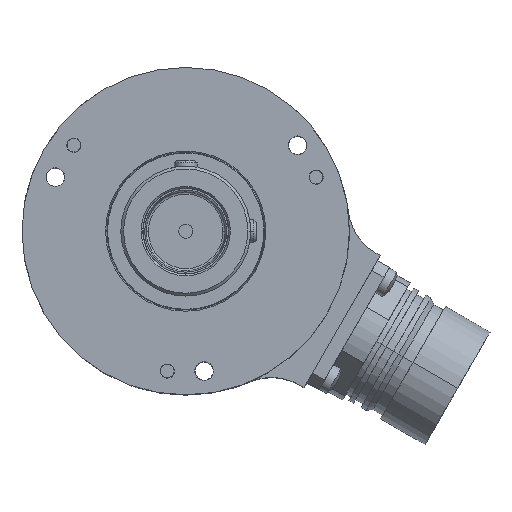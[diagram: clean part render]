
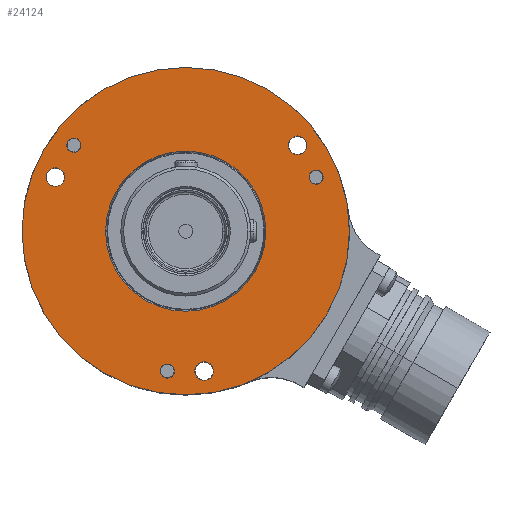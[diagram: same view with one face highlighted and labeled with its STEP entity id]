
A CAD part, top view. The second image highlights one B-rep face of the part: STEP entity #24124.
In plain terms, the highlighted planar face has unit normal (0, 0, 1).
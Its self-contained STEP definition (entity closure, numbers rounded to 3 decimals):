
#1795=CARTESIAN_POINT('',(0.,0.,18.));
#1796=DIRECTION('',(0.,0.,1.));
#1797=DIRECTION('',(1.,0.,0.));
#1798=AXIS2_PLACEMENT_3D('',#1795,#1796,#1797);
#1800=CARTESIAN_POINT('',(0.,0.,18.));
#1801=DIRECTION('',(0.,0.,1.));
#1802=DIRECTION('',(-1.,0.,0.));
#1803=AXIS2_PLACEMENT_3D('',#1800,#1801,#1802);
#1805=CARTESIAN_POINT('',(-19.834,15.219,18.));
#1806=DIRECTION('',(0.,0.,-1.));
#1807=DIRECTION('',(-0.793,0.609,0.));
#1808=AXIS2_PLACEMENT_3D('',#1805,#1806,#1807);
#1810=CARTESIAN_POINT('',(-19.834,15.219,18.));
#1811=DIRECTION('',(0.,0.,-1.));
#1812=DIRECTION('',(0.793,-0.609,0.));
#1813=AXIS2_PLACEMENT_3D('',#1810,#1811,#1812);
#1815=CARTESIAN_POINT('',(-3.263,-24.786,18.));
#1816=DIRECTION('',(0.,0.,-1.));
#1817=DIRECTION('',(-0.131,-0.991,0.));
#1818=AXIS2_PLACEMENT_3D('',#1815,#1816,#1817);
#1820=CARTESIAN_POINT('',(-3.263,-24.786,18.));
#1821=DIRECTION('',(0.,0.,-1.));
#1822=DIRECTION('',(0.131,0.991,0.));
#1823=AXIS2_PLACEMENT_3D('',#1820,#1821,#1822);
#1825=CARTESIAN_POINT('',(23.097,9.567,18.));
#1826=DIRECTION('',(0.,0.,-1.));
#1827=DIRECTION('',(0.924,0.383,0.));
#1828=AXIS2_PLACEMENT_3D('',#1825,#1826,#1827);
#1830=CARTESIAN_POINT('',(23.097,9.567,18.));
#1831=DIRECTION('',(0.,0.,-1.));
#1832=DIRECTION('',(-0.924,-0.383,0.));
#1833=AXIS2_PLACEMENT_3D('',#1830,#1831,#1832);
#1835=CARTESIAN_POINT('',(3.263,-24.786,18.));
#1836=DIRECTION('',(0.,0.,1.));
#1837=DIRECTION('',(0.,-1.,0.));
#1838=AXIS2_PLACEMENT_3D('',#1835,#1836,#1837);
#1840=CARTESIAN_POINT('',(3.263,-24.786,18.));
#1841=DIRECTION('',(0.,0.,1.));
#1842=DIRECTION('',(0.,1.,0.));
#1843=AXIS2_PLACEMENT_3D('',#1840,#1841,#1842);
#1845=CARTESIAN_POINT('',(19.834,15.219,18.));
#1846=DIRECTION('',(0.,0.,1.));
#1847=DIRECTION('',(0.,-1.,0.));
#1848=AXIS2_PLACEMENT_3D('',#1845,#1846,#1847);
#1850=CARTESIAN_POINT('',(19.834,15.219,18.));
#1851=DIRECTION('',(0.,0.,1.));
#1852=DIRECTION('',(0.,1.,0.));
#1853=AXIS2_PLACEMENT_3D('',#1850,#1851,#1852);
#1855=CARTESIAN_POINT('',(-23.097,9.567,18.));
#1856=DIRECTION('',(0.,0.,1.));
#1857=DIRECTION('',(0.,-1.,0.));
#1858=AXIS2_PLACEMENT_3D('',#1855,#1856,#1857);
#1860=CARTESIAN_POINT('',(-23.097,9.567,18.));
#1861=DIRECTION('',(0.,0.,1.));
#1862=DIRECTION('',(0.,1.,0.));
#1863=AXIS2_PLACEMENT_3D('',#1860,#1861,#1862);
#1865=CARTESIAN_POINT('',(0.,0.,18.));
#1866=DIRECTION('',(0.,0.,-1.));
#1867=DIRECTION('',(-1.,0.,0.));
#1868=AXIS2_PLACEMENT_3D('',#1865,#1866,#1867);
#1883=CARTESIAN_POINT('',(0.,0.,18.));
#1884=DIRECTION('',(0.,0.,-1.));
#1885=DIRECTION('',(1.,0.,0.));
#1886=AXIS2_PLACEMENT_3D('',#1883,#1884,#1885);
#18346=CARTESIAN_POINT('',(29.,0.,18.));
#18347=CARTESIAN_POINT('',(-29.,0.,18.));
#18348=VERTEX_POINT('',#18346);
#18349=VERTEX_POINT('',#18347);
#18430=CARTESIAN_POINT('',(-20.826,15.98,18.));
#18431=CARTESIAN_POINT('',(-18.842,14.458,18.));
#18432=VERTEX_POINT('',#18430);
#18433=VERTEX_POINT('',#18431);
#18434=CARTESIAN_POINT('',(-3.426,-26.025,18.));
#18435=CARTESIAN_POINT('',(-3.1,-23.547,18.));
#18436=VERTEX_POINT('',#18434);
#18437=VERTEX_POINT('',#18435);
#18438=CARTESIAN_POINT('',(24.252,10.045,18.));
#18439=CARTESIAN_POINT('',(21.942,9.089,18.));
#18440=VERTEX_POINT('',#18438);
#18441=VERTEX_POINT('',#18439);
#18540=CARTESIAN_POINT('',(14.188,0.,18.));
#18541=CARTESIAN_POINT('',(-14.188,0.,18.));
#18542=VERTEX_POINT('',#18540);
#18543=VERTEX_POINT('',#18541);
#18739=CARTESIAN_POINT('',(3.263,-26.436,18.));
#18740=CARTESIAN_POINT('',(3.263,-23.136,18.));
#18741=VERTEX_POINT('',#18739);
#18742=VERTEX_POINT('',#18740);
#18747=CARTESIAN_POINT('',(19.834,13.569,18.));
#18748=CARTESIAN_POINT('',(19.834,16.869,18.));
#18749=VERTEX_POINT('',#18747);
#18750=VERTEX_POINT('',#18748);
#18755=CARTESIAN_POINT('',(-23.097,7.917,18.));
#18756=CARTESIAN_POINT('',(-23.097,11.217,18.));
#18757=VERTEX_POINT('',#18755);
#18758=VERTEX_POINT('',#18756);
#24074=CARTESIAN_POINT('',(0.,0.,18.));
#24075=DIRECTION('',(0.,0.,1.));
#24076=DIRECTION('',(1.,0.,0.));
#24077=AXIS2_PLACEMENT_3D('',#24074,#24075,#24076);
#24078=PLANE('',#24077);
#24079=ORIENTED_EDGE('',*,*,#22959,.F.);
#24080=ORIENTED_EDGE('',*,*,#22914,.F.);
#24081=EDGE_LOOP('',(#24079,#24080));
#24082=FACE_OUTER_BOUND('',#24081,.F.);
#24084=ORIENTED_EDGE('',*,*,#24083,.F.);
#24086=ORIENTED_EDGE('',*,*,#24085,.F.);
#24087=EDGE_LOOP('',(#24084,#24086));
#24088=FACE_BOUND('',#24087,.F.);
#24090=ORIENTED_EDGE('',*,*,#24089,.F.);
#24092=ORIENTED_EDGE('',*,*,#24091,.F.);
#24093=EDGE_LOOP('',(#24090,#24092));
#24094=FACE_BOUND('',#24093,.F.);
#24096=ORIENTED_EDGE('',*,*,#24095,.F.);
#24098=ORIENTED_EDGE('',*,*,#24097,.F.);
#24099=EDGE_LOOP('',(#24096,#24098));
#24100=FACE_BOUND('',#24099,.F.);
#24102=ORIENTED_EDGE('',*,*,#24101,.F.);
#24104=ORIENTED_EDGE('',*,*,#24103,.F.);
#24105=EDGE_LOOP('',(#24102,#24104));
#24106=FACE_BOUND('',#24105,.F.);
#24107=ORIENTED_EDGE('',*,*,#24064,.T.);
#24109=ORIENTED_EDGE('',*,*,#24108,.T.);
#24110=EDGE_LOOP('',(#24107,#24109));
#24111=FACE_BOUND('',#24110,.F.);
#24113=ORIENTED_EDGE('',*,*,#24112,.T.);
#24115=ORIENTED_EDGE('',*,*,#24114,.T.);
#24116=EDGE_LOOP('',(#24113,#24115));
#24117=FACE_BOUND('',#24116,.F.);
#24119=ORIENTED_EDGE('',*,*,#24118,.T.);
#24121=ORIENTED_EDGE('',*,*,#24120,.T.);
#24122=EDGE_LOOP('',(#24119,#24121));
#24123=FACE_BOUND('',#24122,.F.);
#1799=CIRCLE('',#1798,29.);
#1804=CIRCLE('',#1803,29.);
#1809=CIRCLE('',#1808,1.25);
#1814=CIRCLE('',#1813,1.25);
#1819=CIRCLE('',#1818,1.25);
#1824=CIRCLE('',#1823,1.25);
#1829=CIRCLE('',#1828,1.25);
#1834=CIRCLE('',#1833,1.25);
#1839=CIRCLE('',#1838,1.65);
#1844=CIRCLE('',#1843,1.65);
#1849=CIRCLE('',#1848,1.65);
#1854=CIRCLE('',#1853,1.65);
#1859=CIRCLE('',#1858,1.65);
#1864=CIRCLE('',#1863,1.65);
#1869=CIRCLE('',#1868,14.188);
#1887=CIRCLE('',#1886,14.188);
#22914=EDGE_CURVE('',#18349,#18348,#1804,.T.);
#22959=EDGE_CURVE('',#18348,#18349,#1799,.T.);
#24064=EDGE_CURVE('',#18741,#18742,#1839,.T.);
#24083=EDGE_CURVE('',#18543,#18542,#1869,.T.);
#24085=EDGE_CURVE('',#18542,#18543,#1887,.T.);
#24089=EDGE_CURVE('',#18432,#18433,#1809,.T.);
#24091=EDGE_CURVE('',#18433,#18432,#1814,.T.);
#24095=EDGE_CURVE('',#18436,#18437,#1819,.T.);
#24097=EDGE_CURVE('',#18437,#18436,#1824,.T.);
#24101=EDGE_CURVE('',#18440,#18441,#1829,.T.);
#24103=EDGE_CURVE('',#18441,#18440,#1834,.T.);
#24108=EDGE_CURVE('',#18742,#18741,#1844,.T.);
#24112=EDGE_CURVE('',#18749,#18750,#1849,.T.);
#24114=EDGE_CURVE('',#18750,#18749,#1854,.T.);
#24118=EDGE_CURVE('',#18757,#18758,#1859,.T.);
#24120=EDGE_CURVE('',#18758,#18757,#1864,.T.);
#24124=ADVANCED_FACE('',(#24082,#24088,#24094,#24100,#24106,#24111,#24117,
#24123),#24078,.T.);
